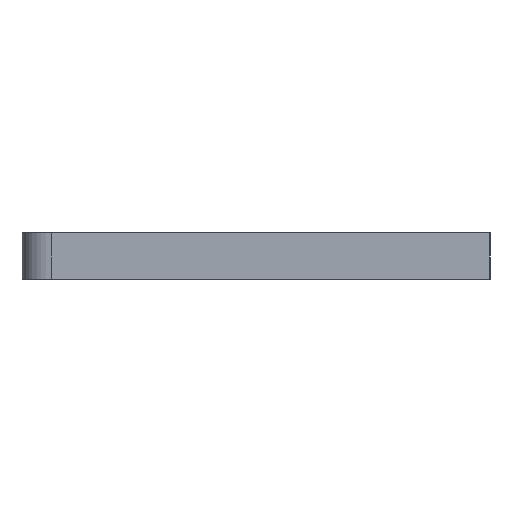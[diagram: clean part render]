
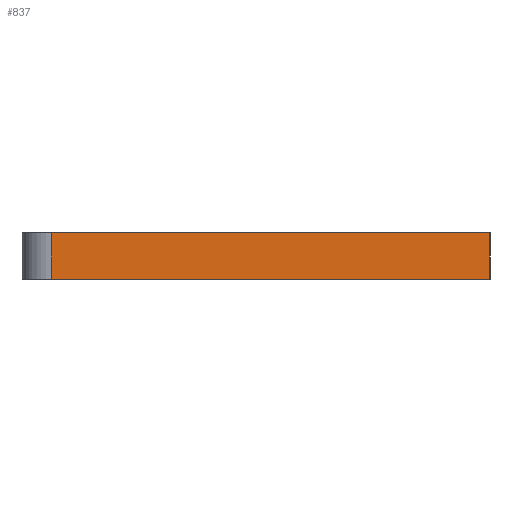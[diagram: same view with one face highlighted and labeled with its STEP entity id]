
A CAD part, left-side view. The second image highlights one B-rep face of the part: STEP entity #837.
In plain terms, the highlighted planar face has unit normal (-1, 0, 0).
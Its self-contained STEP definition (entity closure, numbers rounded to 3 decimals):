
#71=PLANE('',#922);
#109=FACE_OUTER_BOUND('',#148,.T.);
#148=EDGE_LOOP('',(#700,#701,#702,#703));
#261=LINE('',#1361,#338);
#262=LINE('',#1364,#339);
#263=LINE('',#1366,#340);
#264=LINE('',#1367,#341);
#338=VECTOR('',#1133,10.);
#339=VECTOR('',#1136,10.);
#340=VECTOR('',#1137,10.);
#341=VECTOR('',#1138,10.);
#447=VERTEX_POINT('',#1357);
#448=VERTEX_POINT('',#1359);
#449=VERTEX_POINT('',#1363);
#450=VERTEX_POINT('',#1365);
#555=EDGE_CURVE('',#447,#448,#261,.T.);
#556=EDGE_CURVE('',#447,#449,#262,.T.);
#557=EDGE_CURVE('',#450,#448,#263,.T.);
#558=EDGE_CURVE('',#449,#450,#264,.T.);
#700=ORIENTED_EDGE('',*,*,#556,.F.);
#701=ORIENTED_EDGE('',*,*,#555,.T.);
#702=ORIENTED_EDGE('',*,*,#557,.F.);
#703=ORIENTED_EDGE('',*,*,#558,.F.);
#837=ADVANCED_FACE('',(#109),#71,.T.);
#922=AXIS2_PLACEMENT_3D('',#1362,#1134,#1135);
#1133=DIRECTION('',(0.,0.,1.));
#1134=DIRECTION('center_axis',(-1.,0.,0.));
#1135=DIRECTION('ref_axis',(0.,-1.,0.));
#1136=DIRECTION('',(0.,1.,0.));
#1137=DIRECTION('',(0.,-1.,0.));
#1138=DIRECTION('',(0.,0.,1.));
#1357=CARTESIAN_POINT('',(-30.817,-341.488,0.));
#1359=CARTESIAN_POINT('',(-30.817,-341.488,8.));
#1361=CARTESIAN_POINT('',(-30.817,-341.488,0.));
#1362=CARTESIAN_POINT('Origin',(-30.817,-266.488,0.));
#1363=CARTESIAN_POINT('',(-30.817,-266.488,0.));
#1364=CARTESIAN_POINT('',(-30.817,-341.488,0.));
#1365=CARTESIAN_POINT('',(-30.817,-266.488,8.));
#1366=CARTESIAN_POINT('',(-30.817,-341.488,8.));
#1367=CARTESIAN_POINT('',(-30.817,-266.488,0.));
